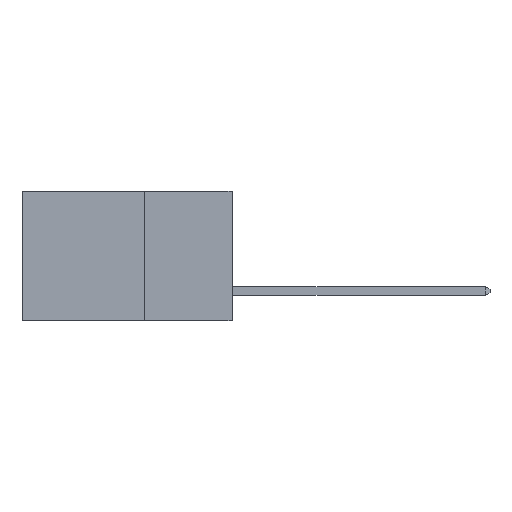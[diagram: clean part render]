
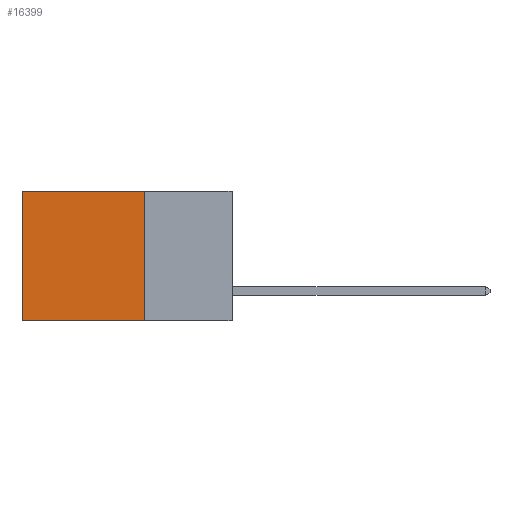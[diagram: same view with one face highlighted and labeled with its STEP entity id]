
A CAD part, left-side view. The second image highlights one B-rep face of the part: STEP entity #16399.
In plain terms, the highlighted planar face has unit normal (-1, 0, 0).
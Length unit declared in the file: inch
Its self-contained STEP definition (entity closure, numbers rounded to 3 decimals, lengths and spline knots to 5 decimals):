
#39 = ORIENTED_EDGE ( 'NONE', *, *, #16229, .T. ) ;
#2242 = VERTEX_POINT ( 'NONE', #17096 ) ;
#2679 = EDGE_CURVE ( 'NONE', #28438, #35546, #14411, .T. ) ;
#3341 = EDGE_CURVE ( 'NONE', #21721, #2242, #28908, .T. ) ;
#5652 = CARTESIAN_POINT ( 'NONE',  ( 0.2875, 0.25, -0.37 ) ) ;
#5660 = ORIENTED_EDGE ( 'NONE', *, *, #3341, .T. ) ;
#6902 = EDGE_CURVE ( 'NONE', #35546, #2242, #17671, .T. ) ;
#11109 = CARTESIAN_POINT ( 'NONE',  ( 0.2875, 0.6, 0. ) ) ;
#11157 = VECTOR ( 'NONE', #27862, 39.37008 ) ;
#11566 = DIRECTION ( 'NONE',  ( 1., 0., 0. ) ) ;
#11785 = EDGE_LOOP ( 'NONE', ( #5660, #14458, #25828, #39 ) ) ;
#13948 = DIRECTION ( 'NONE',  ( 0., 0., -1. ) ) ;
#14411 = LINE ( 'NONE', #33049, #35913 ) ;
#14458 = ORIENTED_EDGE ( 'NONE', *, *, #6902, .F. ) ;
#16229 = EDGE_CURVE ( 'NONE', #28438, #21721, #33589, .T. ) ;
#16399 = ADVANCED_FACE ( 'NONE', ( #19980 ), #33933, .F. ) ;
#17096 = CARTESIAN_POINT ( 'NONE',  ( 0.2875, 0.6, -0.37 ) ) ;
#17671 = LINE ( 'NONE', #34534, #26077 ) ;
#17750 = DIRECTION ( 'NONE',  ( 0., 1., 0. ) ) ;
#19980 = FACE_OUTER_BOUND ( 'NONE', #11785, .T. ) ;
#21721 = VERTEX_POINT ( 'NONE', #29859 ) ;
#22277 = AXIS2_PLACEMENT_3D ( 'NONE', #28457, #11566, #31267 ) ;
#22328 = VECTOR ( 'NONE', #13948, 39.37008 ) ;
#25036 = CARTESIAN_POINT ( 'NONE',  ( 0.2875, 0.25, 0. ) ) ;
#25828 = ORIENTED_EDGE ( 'NONE', *, *, #2679, .F. ) ;
#26077 = VECTOR ( 'NONE', #17750, 39.37008 ) ;
#27137 = CARTESIAN_POINT ( 'NONE',  ( 0.2875, 0.25, 0. ) ) ;
#27862 = DIRECTION ( 'NONE',  ( 0., 1., 0. ) ) ;
#28438 = VERTEX_POINT ( 'NONE', #27137 ) ;
#28457 = CARTESIAN_POINT ( 'NONE',  ( 0.2875, 0.25, 0. ) ) ;
#28908 = LINE ( 'NONE', #11109, #22328 ) ;
#29859 = CARTESIAN_POINT ( 'NONE',  ( 0.2875, 0.6, 0. ) ) ;
#31267 = DIRECTION ( 'NONE',  ( 0., 0., -1. ) ) ;
#33049 = CARTESIAN_POINT ( 'NONE',  ( 0.2875, 0.25, 0. ) ) ;
#33589 = LINE ( 'NONE', #25036, #11157 ) ;
#33933 = PLANE ( 'NONE',  #22277 ) ;
#34534 = CARTESIAN_POINT ( 'NONE',  ( 0.2875, 0.25, -0.37 ) ) ;
#35546 = VERTEX_POINT ( 'NONE', #5652 ) ;
#35802 = DIRECTION ( 'NONE',  ( 0., 0., -1. ) ) ;
#35913 = VECTOR ( 'NONE', #35802, 39.37008 ) ;
